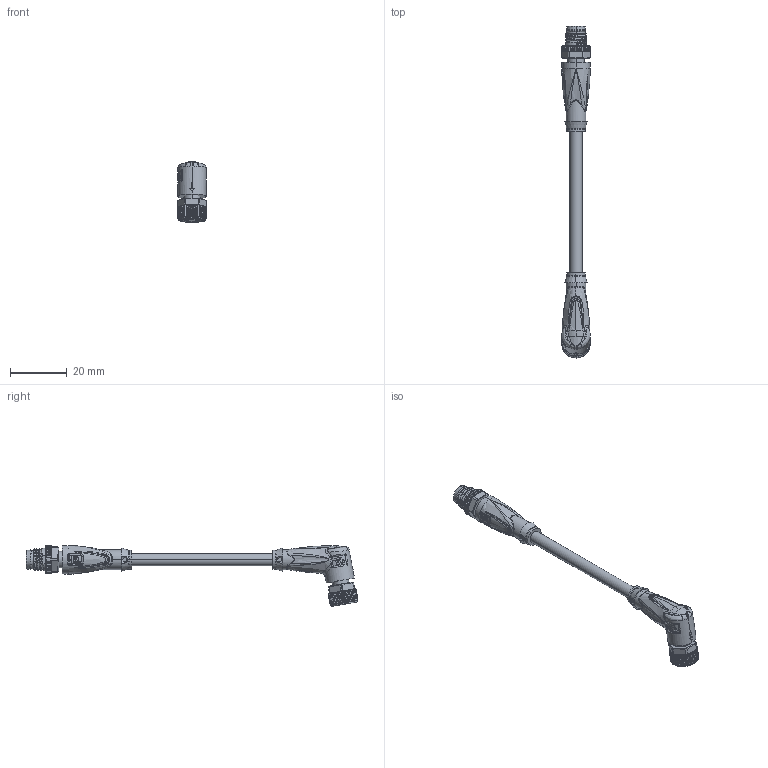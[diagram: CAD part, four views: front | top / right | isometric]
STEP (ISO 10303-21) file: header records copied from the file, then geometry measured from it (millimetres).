
FILE_DESCRIPTION(('STEP AP214'),'1');
FILE_NAME('cctmp_A4384DF7-4914-4EE9-9BE3-AF3D79D586FB_2022_04_27_10_51_52_0888..stp','2022-04-27T08:52:01',('KiM GmbH'),('CADClick - www.CADClick.com'),'Spatial InterOp 3D postprocessed',' ','unknown authorization');
FILE_SCHEMA(('AUTOMOTIVE_DESIGN'));
Length unit declared in the file: millimetre
Products named in the file (9): Connection2; Connection2_2; Connection2_1; T193878_1; Cable; Connection1; Connection1_2; Connection1_1; T193878
Assembly tree (8 placements, depth 4):
  T193878
    T193878_1
      Connection2
        Connection2_2
        Connection2_1
      Cable
      Connection1
        Connection1_2
        Connection1_1
Bounding box: 10 x 117.38 x 21.57 mm (x, y, z)
Volume: 5131.4 mm3; surface area: 4841.6 mm2
Topology: 8 solids, 10 shells, 1603 faces, 4237 edges, 2683 vertices
Faces by surface type: plane 741, bspline 258, torus 216, cylinder 199, cone 155, extrusion 28, sphere 6
Entity records: 122663 total; most frequent: CARTESIAN_POINT 73609, ORIENTED_EDGE 8446, DIRECTION 6812, EDGE_CURVE 4227, STYLED_ITEM 3309, PRESENTATION_STYLE_ASSIGNMENT 3309, VERTEX_POINT 2683, AXIS2_PLACEMENT_3D 2362
